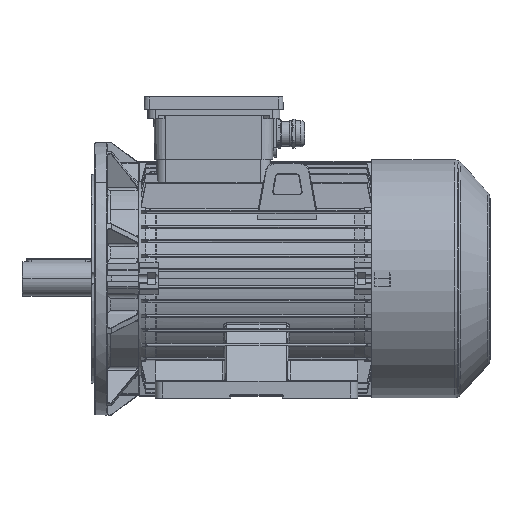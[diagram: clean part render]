
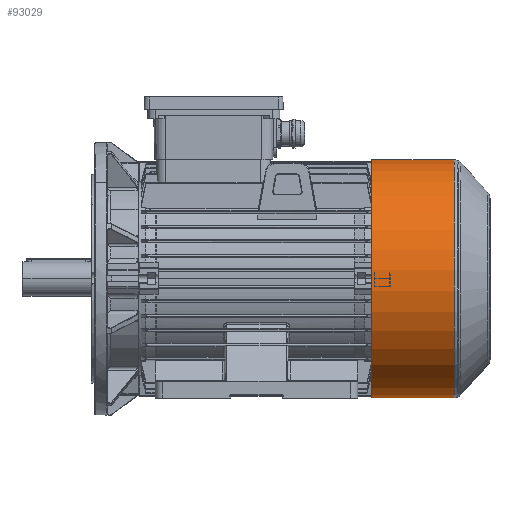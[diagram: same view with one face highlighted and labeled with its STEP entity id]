
A CAD part, top view. The second image highlights one B-rep face of the part: STEP entity #93029.
In plain terms, the highlighted cylindrical face has radius 131.5 mm (diameter 263 mm), a partial arc.
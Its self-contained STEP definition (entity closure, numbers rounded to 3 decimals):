
#5521 = LINE ( 'NONE', #153093, #128784 ) ;
#15520 = EDGE_CURVE ( 'NONE', #45004, #23427, #118004, .T. ) ;
#19699 = DIRECTION ( 'NONE',  ( -1., 0., 0. ) ) ;
#20297 = CARTESIAN_POINT ( 'NONE',  ( 90.538, 0., -131.5 ) ) ;
#23427 = VERTEX_POINT ( 'NONE', #176685 ) ;
#39549 = ORIENTED_EDGE ( 'NONE', *, *, #93886, .T. ) ;
#44813 = VERTEX_POINT ( 'NONE', #20297 ) ;
#45004 = VERTEX_POINT ( 'NONE', #180695 ) ;
#53008 = ORIENTED_EDGE ( 'NONE', *, *, #15520, .F. ) ;
#53016 = AXIS2_PLACEMENT_3D ( 'NONE', #118482, #19699, #105429 ) ;
#54544 = CARTESIAN_POINT ( 'NONE',  ( 0., 0., -131.5 ) ) ;
#56851 = CARTESIAN_POINT ( 'NONE',  ( 90.538, 0., 0. ) ) ;
#70846 = LINE ( 'NONE', #54544, #205512 ) ;
#84359 = EDGE_LOOP ( 'NONE', ( #177559, #39549, #169724, #53008 ) ) ;
#84469 = AXIS2_PLACEMENT_3D ( 'NONE', #56851, #203264, #107880 ) ;
#88030 = CIRCLE ( 'NONE', #84469, 131.5 ) ;
#93029 = ADVANCED_FACE ( 'NONE', ( #134732 ), #200850, .T. ) ;
#93886 = EDGE_CURVE ( 'NONE', #44813, #113739, #88030, .T. ) ;
#97330 = DIRECTION ( 'NONE',  ( -1., 0., 0. ) ) ;
#104500 = DIRECTION ( 'NONE',  ( -1., 0., 0. ) ) ;
#105429 = DIRECTION ( 'NONE',  ( 0., 0., 1. ) ) ;
#107678 = AXIS2_PLACEMENT_3D ( 'NONE', #146135, #97330, #195970 ) ;
#107880 = DIRECTION ( 'NONE',  ( 0., 0., -1. ) ) ;
#110227 = EDGE_CURVE ( 'NONE', #113739, #23427, #5521, .T. ) ;
#113739 = VERTEX_POINT ( 'NONE', #191552 ) ;
#118004 = CIRCLE ( 'NONE', #107678, 131.5 ) ;
#118433 = DIRECTION ( 'NONE',  ( -1., 0., 0. ) ) ;
#118482 = CARTESIAN_POINT ( 'NONE',  ( 0., 0., 0. ) ) ;
#128784 = VECTOR ( 'NONE', #118433, 1000. ) ;
#134732 = FACE_OUTER_BOUND ( 'NONE', #84359, .T. ) ;
#146135 = CARTESIAN_POINT ( 'NONE',  ( 0., 0., 0. ) ) ;
#153093 = CARTESIAN_POINT ( 'NONE',  ( 0., 0., 131.5 ) ) ;
#169724 = ORIENTED_EDGE ( 'NONE', *, *, #110227, .T. ) ;
#176685 = CARTESIAN_POINT ( 'NONE',  ( 0., 0., 131.5 ) ) ;
#177559 = ORIENTED_EDGE ( 'NONE', *, *, #205352, .F. ) ;
#180695 = CARTESIAN_POINT ( 'NONE',  ( 0., 0., -131.5 ) ) ;
#191552 = CARTESIAN_POINT ( 'NONE',  ( 90.538, 0., 131.5 ) ) ;
#195970 = DIRECTION ( 'NONE',  ( 0., 0., 1. ) ) ;
#200850 = CYLINDRICAL_SURFACE ( 'NONE', #53016, 131.5 ) ;
#203264 = DIRECTION ( 'NONE',  ( -1., 0., 0. ) ) ;
#205352 = EDGE_CURVE ( 'NONE', #44813, #45004, #70846, .T. ) ;
#205512 = VECTOR ( 'NONE', #104500, 1000. ) ;
